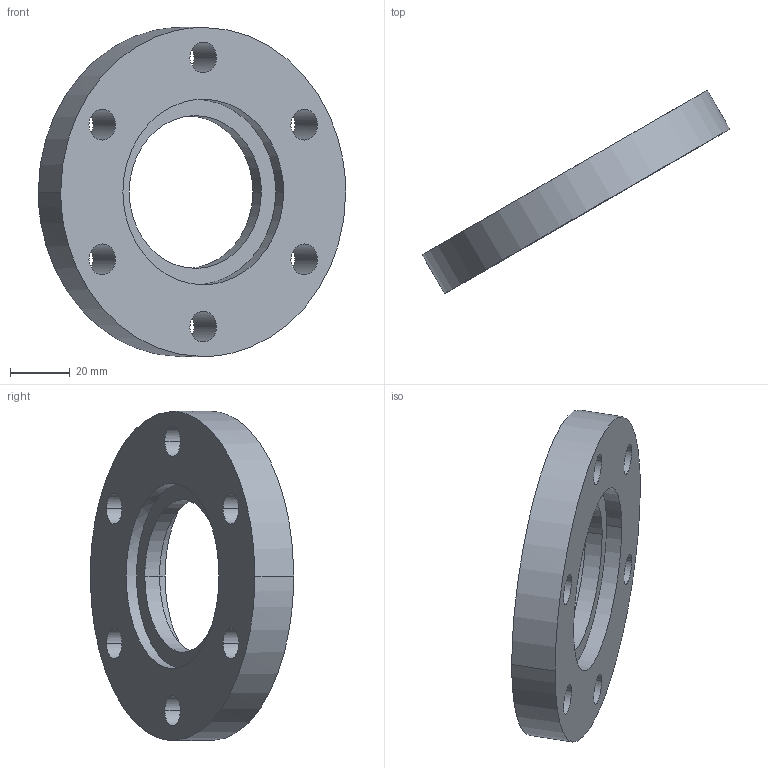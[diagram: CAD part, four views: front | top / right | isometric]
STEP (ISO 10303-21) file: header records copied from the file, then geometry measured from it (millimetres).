
FILE_DESCRIPTION (( 'STEP AP203' ), '1' );
FILE_NAME ('686-04 brida caño distribuidor - pote.STEP', '2021-07-21T20:02:59', ( '' ), ( '' ), 'SwSTEP 2.0', 'SolidWorks 2018', '' );
FILE_SCHEMA (( 'CONFIG_CONTROL_DESIGN' ));
Length unit declared in the file: millimetre
Products named in the file (1): 686-04 brida ca隳 distribuidor - pote
Bounding box: 102.76 x 67.99 x 110 mm (x, y, z)
Volume: 95599.5 mm3; surface area: 24741.2 mm2
Topology: 1 solids, 1 shells, 24 faces, 100 edges, 80 vertices
Faces by surface type: bspline 24
Entity records: 2225 total; most frequent: CARTESIAN_POINT 1565, ORIENTED_EDGE 200, EDGE_CURVE 100, B_SPLINE_CURVE_WITH_KNOTS 88, VERTEX_POINT 80, EDGE_LOOP 40, ADVANCED_FACE 24, FACE_OUTER_BOUND 24
